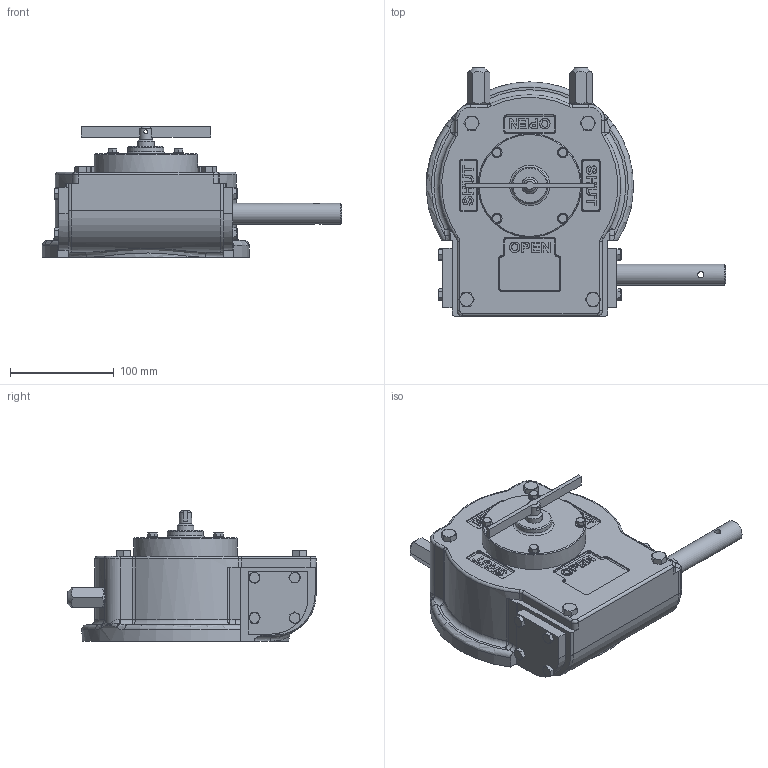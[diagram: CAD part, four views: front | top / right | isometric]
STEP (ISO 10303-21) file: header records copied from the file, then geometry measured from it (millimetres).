
FILE_DESCRIPTION( ( 'Unknown' ), '1' );
FILE_NAME( 'AB880CS LH.stp', 'Unknown', ( 'Unknown' ), ( 'Unknown' ), 'PSStep 15.0.49', 'Unknown', ' ' );
FILE_SCHEMA( ( 'AUTOMOTIVE_DESIGN { 1 0 10303 214 1 1 1 1 }' ) );
Length unit declared in the file: millimetre
Products named in the file (1): 10CZ10M050M00
Bounding box: 288.89 x 239.5 x 126 mm (x, y, z)
Volume: 2036818.2 mm3; surface area: 306896.2 mm2
Topology: 1 solids, 32 shells, 1268 faces, 3114 edges, 1930 vertices
Faces by surface type: plane 494, cylinder 298, cone 222, torus 129, bspline 69, sphere 30, extrusion 26
Full cylindrical faces by diameter (mm): 3 x1, 4 x1, 4.134 x10, 5 x4, 5.6 x3, 6 x15, 6.647 x4, 7 x8, 8 x4, 9 x4, 10 x4, 10.106 x10, 12 x5, 12.5 x2, 16 x4, 16.2 x3, 17.294 x8, 20 x4, 20.5 x2, 23 x2, 24 x3, 25.2 x1, 26 x2, 35 x1, 72.15 x2, 73 x1, 74 x2, 75 x3, 76 x1, 86 x1
Entity records: 57485 total; most frequent: CARTESIAN_POINT 20384, ORIENTED_EDGE 5566, DIRECTION 5227, EDGE_CURVE 2783, AXIS2_PLACEMENT_3D 2207, VERTEX_POINT 1843, EDGE_LOOP 1556, FACE_OUTER_BOUND 1394
